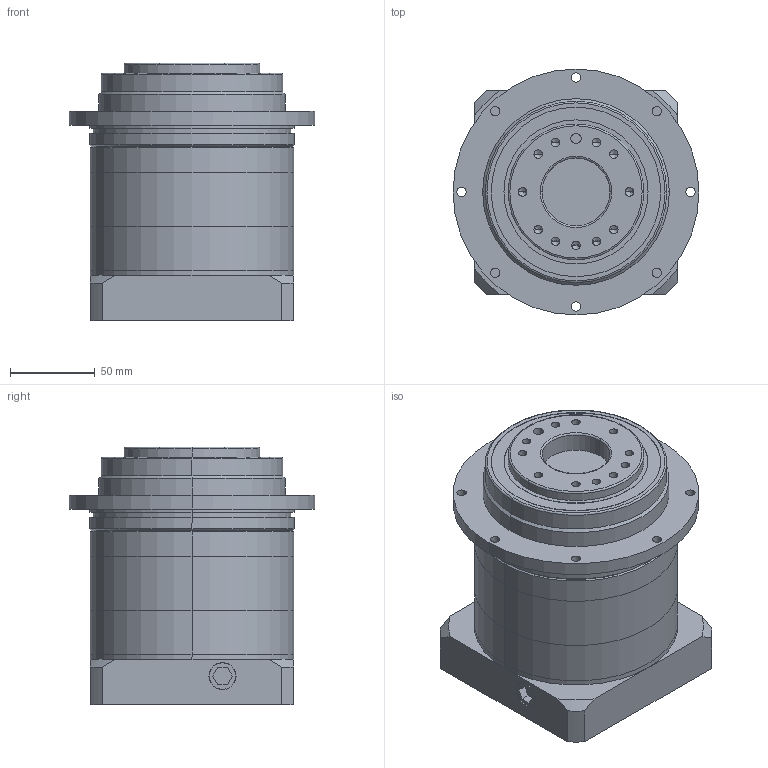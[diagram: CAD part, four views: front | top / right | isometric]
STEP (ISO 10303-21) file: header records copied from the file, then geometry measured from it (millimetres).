
FILE_DESCRIPTION (( 'STEP AP203' ), '1' );
FILE_NAME ('VGH110双级模型（16-35 80-3 4-6.5-100）.STEP', '2018-07-21T03:45:46', ( 'Windows' ), ( 'Microsoft' ), 'SwSTEP 2.0', 'SolidWorks 2016', '' );
FILE_SCHEMA (( 'CONFIG_CONTROL_DESIGN' ));
Length unit declared in the file: millimetre
Products named in the file (1): VGH110双级模型（16-35 80-3 4-6.5-100）
Bounding box: 145 x 145 x 152 mm (x, y, z)
Volume: 1625157.2 mm3; surface area: 197708.7 mm2
Topology: 5 solids, 5 shells, 265 faces, 623 edges, 383 vertices
Faces by surface type: cylinder 123, plane 96, cone 40, torus 6
Entity records: 7538 total; most frequent: DIRECTION 1391, CARTESIAN_POINT 1266, ORIENTED_EDGE 1186, EDGE_CURVE 593, AXIS2_PLACEMENT_3D 540, VERTEX_POINT 383, EDGE_LOOP 328, LINE 311
